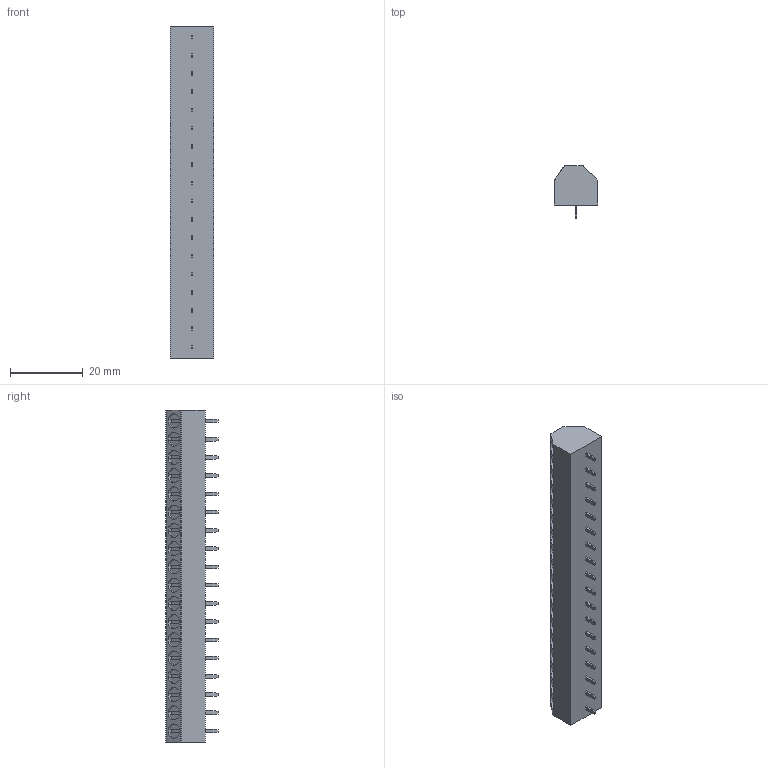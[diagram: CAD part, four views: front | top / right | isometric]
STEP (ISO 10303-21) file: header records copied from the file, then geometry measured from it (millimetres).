
FILE_DESCRIPTION((''),'2;1');
FILE_NAME('PRT0002','2024-10-19T',('sj'),(''),'PRO/ENGINEER BY PARAMETRIC TECHNOLOGY CORPORATION, 2013240','PRO/ENGINEER BY PARAMETRIC TECHNOLOGY CORPORATION, 2013240','');
FILE_SCHEMA(('AUTOMOTIVE_DESIGN_CC2 { 1 2 10303 214 -1 1 5 2 }'));
Length unit declared in the file: millimetre
Products named in the file (1): PRT0002
Bounding box: 12 x 14.3 x 91 mm (x, y, z)
Volume: 9945.4 mm3; surface area: 4728.2 mm2
Topology: 1 solids, 1 shells, 408 faces, 1056 edges, 704 vertices
Faces by surface type: plane 368, cylinder 40
Entity records: 12352 total; most frequent: CARTESIAN_POINT 2168, ORIENTED_EDGE 2112, DIRECTION 2024, EDGE_CURVE 1056, VECTOR 904, LINE 904, VERTEX_POINT 704, AXIS2_PLACEMENT_3D 560
